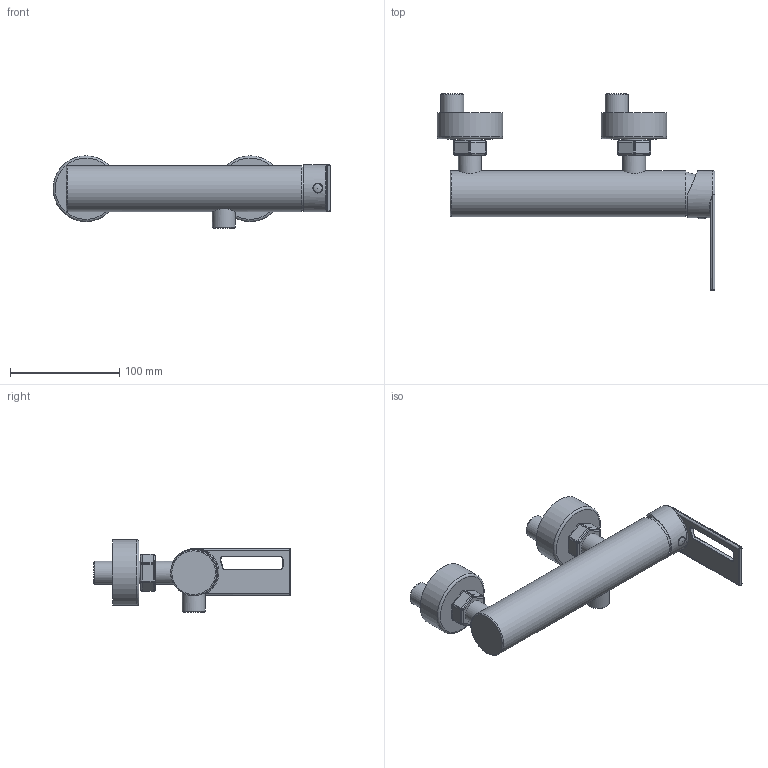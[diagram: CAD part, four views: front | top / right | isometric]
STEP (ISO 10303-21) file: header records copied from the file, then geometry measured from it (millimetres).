
FILE_DESCRIPTION(('HOOPS Exchange Step'),'2;1');
FILE_NAME('temp_export','2024-02-20T09:56:15+01:00',('CiBrutta'),('Shapr3D Limited'),'HOOPS Exchange 2023.2','Shapr3D','Authorized');
FILE_SCHEMA( ('AUTOMOTIVE_DESIGN { 1 0 10303 214 1 1 1 1 }') );
Length unit declared in the file: millimetre
Products named in the file (11): Importato 05; AOTT005C002; Importato 07; SPLMAC0001; OTT1901.stp; corpo doccia; Solido1; eddentrici:1; LOG0010.stp; root
Assembly tree (10 placements, depth 4):
  root
    OTT1901.stp
      AOTT005C002
        Importato 05
      SPLMAC0001
        Importato 07
    LOG0010.stp
      corpo doccia
      eddentrici:1
        Solido1
        Solido1
Bounding box: 253.83 x 179.88 x 66 mm (x, y, z)
Volume: 341077.3 mm3; surface area: 79379.3 mm2
Topology: 3 solids, 10 shells, 415 faces, 977 edges, 584 vertices
Faces by surface type: cylinder 162, plane 82, bspline 70, sphere 53, torus 32, cone 16
Full cylindrical faces by diameter (mm): 4.2 x1, 5 x1, 5.1 x1, 6.5 x1, 8 x1, 17 x1, 21 x9, 42 x1, 43 x1, 60 x2
Entity records: 17216 total; most frequent: CARTESIAN_POINT 7861, DIRECTION 1940, ORIENTED_EDGE 1938, EDGE_CURVE 976, AXIS2_PLACEMENT_3D 809, VERTEX_POINT 584, CIRCLE 440, EDGE_LOOP 434
